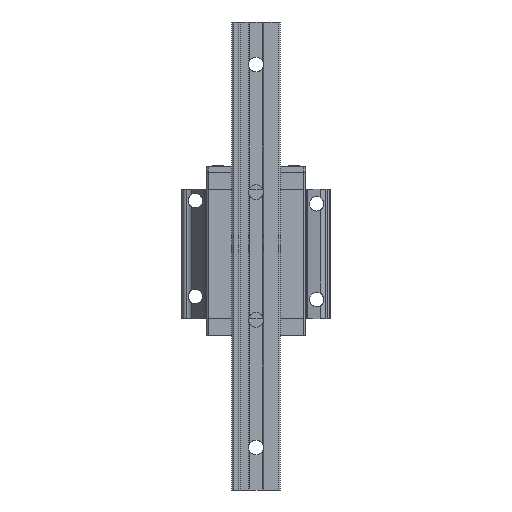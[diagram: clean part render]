
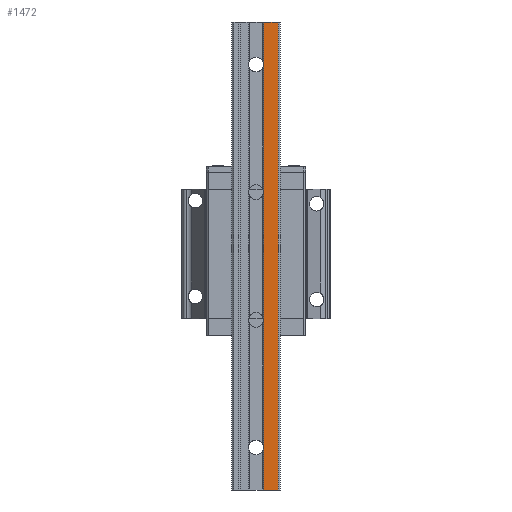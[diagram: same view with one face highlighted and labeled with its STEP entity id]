
A CAD part, front view. The second image highlights one B-rep face of the part: STEP entity #1472.
In plain terms, the highlighted planar face has unit normal (0, -1, 0).
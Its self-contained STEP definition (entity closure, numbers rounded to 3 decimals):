
#979 = VERTEX_POINT ( 'NONE', #8940 ) ;
#981 = VERTEX_POINT ( 'NONE', #4166 ) ;
#1186 = VECTOR ( 'NONE', #7575, 1000. ) ;
#1206 = CARTESIAN_POINT ( 'NONE',  ( 10.4, -20., -220. ) ) ;
#1403 = VERTEX_POINT ( 'NONE', #9456 ) ;
#1472 = ADVANCED_FACE ( 'NONE', ( #2495 ), #3977, .T. ) ;
#1560 = DIRECTION ( 'NONE',  ( 0., 0., -1. ) ) ;
#2089 = VECTOR ( 'NONE', #10259, 1000. ) ;
#2243 = ORIENTED_EDGE ( 'NONE', *, *, #6789, .T. ) ;
#2286 = EDGE_CURVE ( 'NONE', #4022, #981, #5058, .T. ) ;
#2354 = LINE ( 'NONE', #7045, #2089 ) ;
#2495 = FACE_OUTER_BOUND ( 'NONE', #10003, .T. ) ;
#2755 = CARTESIAN_POINT ( 'NONE',  ( 3.7, -20., -220. ) ) ;
#2884 = VECTOR ( 'NONE', #9248, 1000. ) ;
#3351 = LINE ( 'NONE', #2755, #1186 ) ;
#3977 = PLANE ( 'NONE',  #6371 ) ;
#4022 = VERTEX_POINT ( 'NONE', #6106 ) ;
#4166 = CARTESIAN_POINT ( 'NONE',  ( 10.4, -20., 0. ) ) ;
#4196 = ORIENTED_EDGE ( 'NONE', *, *, #4756, .F. ) ;
#4471 = VECTOR ( 'NONE', #7012, 1000. ) ;
#4756 = EDGE_CURVE ( 'NONE', #979, #981, #2354, .T. ) ;
#4799 = CARTESIAN_POINT ( 'NONE',  ( 3.7, -20., -220. ) ) ;
#5058 = LINE ( 'NONE', #1206, #2884 ) ;
#5429 = CARTESIAN_POINT ( 'NONE',  ( 3.7, -20., -220. ) ) ;
#6096 = EDGE_CURVE ( 'NONE', #1403, #979, #3351, .T. ) ;
#6106 = CARTESIAN_POINT ( 'NONE',  ( 10.4, -20., -220. ) ) ;
#6371 = AXIS2_PLACEMENT_3D ( 'NONE', #4799, #6394, #1560 ) ;
#6394 = DIRECTION ( 'NONE',  ( 0., -1., 0. ) ) ;
#6789 = EDGE_CURVE ( 'NONE', #1403, #4022, #10093, .T. ) ;
#7012 = DIRECTION ( 'NONE',  ( 1., 0., 0. ) ) ;
#7045 = CARTESIAN_POINT ( 'NONE',  ( 3.7, -20., 0. ) ) ;
#7575 = DIRECTION ( 'NONE',  ( 0., 0., 1. ) ) ;
#7970 = ORIENTED_EDGE ( 'NONE', *, *, #2286, .T. ) ;
#8940 = CARTESIAN_POINT ( 'NONE',  ( 3.7, -20., 0. ) ) ;
#9248 = DIRECTION ( 'NONE',  ( 0., 0., 1. ) ) ;
#9456 = CARTESIAN_POINT ( 'NONE',  ( 3.7, -20., -220. ) ) ;
#9882 = ORIENTED_EDGE ( 'NONE', *, *, #6096, .F. ) ;
#10003 = EDGE_LOOP ( 'NONE', ( #4196, #9882, #2243, #7970 ) ) ;
#10093 = LINE ( 'NONE', #5429, #4471 ) ;
#10259 = DIRECTION ( 'NONE',  ( 1., 0., 0. ) ) ;
